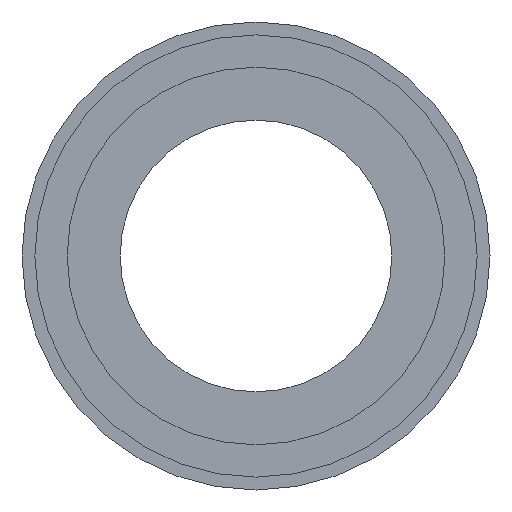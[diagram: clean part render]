
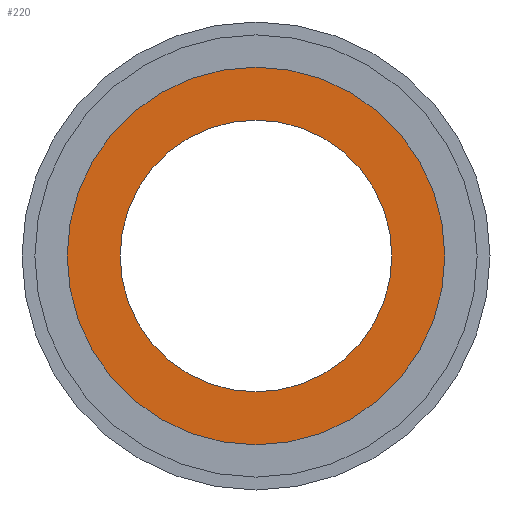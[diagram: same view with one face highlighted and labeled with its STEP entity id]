
A CAD part, front view. The second image highlights one B-rep face of the part: STEP entity #220.
In plain terms, the highlighted planar face has unit normal (0, -1, 0).
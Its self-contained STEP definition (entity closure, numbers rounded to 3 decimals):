
#7 = ORIENTED_EDGE ( 'NONE', *, *, #17, .T. ) ;
#11 = CARTESIAN_POINT ( 'NONE',  ( 0., 5., 0. ) ) ;
#17 = EDGE_CURVE ( 'NONE', #443, #312, #134, .T. ) ;
#21 = DIRECTION ( 'NONE',  ( 0., 0., 1. ) ) ;
#35 = CARTESIAN_POINT ( 'NONE',  ( 0., 5., 0. ) ) ;
#59 = EDGE_LOOP ( 'NONE', ( #7, #409 ) ) ;
#60 = AXIS2_PLACEMENT_3D ( 'NONE', #11, #518, #21 ) ;
#100 = CARTESIAN_POINT ( 'NONE',  ( 0., 5., 21.1 ) ) ;
#104 = ORIENTED_EDGE ( 'NONE', *, *, #354, .F. ) ;
#129 = CARTESIAN_POINT ( 'NONE',  ( 0., 5., -14.75 ) ) ;
#133 = CARTESIAN_POINT ( 'NONE',  ( 0., 5., 0. ) ) ;
#134 = CIRCLE ( 'NONE', #343, 14.75 ) ;
#156 = CARTESIAN_POINT ( 'NONE',  ( 21.1, 5., 0. ) ) ;
#171 = VERTEX_POINT ( 'NONE', #610 ) ;
#217 = EDGE_LOOP ( 'NONE', ( #104, #249 ) ) ;
#220 = ADVANCED_FACE ( 'NONE', ( #497, #503 ), #364, .F. ) ;
#249 = ORIENTED_EDGE ( 'NONE', *, *, #397, .F. ) ;
#253 = CIRCLE ( 'NONE', #420, 21.1 ) ;
#267 = DIRECTION ( 'NONE',  ( 0., 1., 0. ) ) ;
#286 = CIRCLE ( 'NONE', #489, 14.75 ) ;
#298 = CIRCLE ( 'NONE', #60, 21.1 ) ;
#308 = CARTESIAN_POINT ( 'NONE',  ( 0., 5., 14.75 ) ) ;
#312 = VERTEX_POINT ( 'NONE', #129 ) ;
#343 = AXIS2_PLACEMENT_3D ( 'NONE', #133, #558, #511 ) ;
#354 = EDGE_CURVE ( 'NONE', #577, #171, #298, .T. ) ;
#361 = DIRECTION ( 'NONE',  ( 0., 0., 1. ) ) ;
#364 = PLANE ( 'NONE',  #623 ) ;
#391 = DIRECTION ( 'NONE',  ( 0., 1., 0. ) ) ;
#397 = EDGE_CURVE ( 'NONE', #171, #577, #253, .T. ) ;
#398 = DIRECTION ( 'NONE',  ( 0., 1., 0. ) ) ;
#409 = ORIENTED_EDGE ( 'NONE', *, *, #428, .T. ) ;
#420 = AXIS2_PLACEMENT_3D ( 'NONE', #534, #391, #361 ) ;
#428 = EDGE_CURVE ( 'NONE', #312, #443, #286, .T. ) ;
#443 = VERTEX_POINT ( 'NONE', #308 ) ;
#459 = DIRECTION ( 'NONE',  ( 0., 0., 1. ) ) ;
#489 = AXIS2_PLACEMENT_3D ( 'NONE', #35, #398, #609 ) ;
#497 = FACE_OUTER_BOUND ( 'NONE', #217, .T. ) ;
#503 = FACE_BOUND ( 'NONE', #59, .T. ) ;
#511 = DIRECTION ( 'NONE',  ( 0., 0., 1. ) ) ;
#518 = DIRECTION ( 'NONE',  ( 0., 1., 0. ) ) ;
#534 = CARTESIAN_POINT ( 'NONE',  ( 0., 5., 0. ) ) ;
#558 = DIRECTION ( 'NONE',  ( 0., 1., 0. ) ) ;
#577 = VERTEX_POINT ( 'NONE', #100 ) ;
#609 = DIRECTION ( 'NONE',  ( 0., 0., 1. ) ) ;
#610 = CARTESIAN_POINT ( 'NONE',  ( 0., 5., -21.1 ) ) ;
#623 = AXIS2_PLACEMENT_3D ( 'NONE', #156, #267, #459 ) ;
